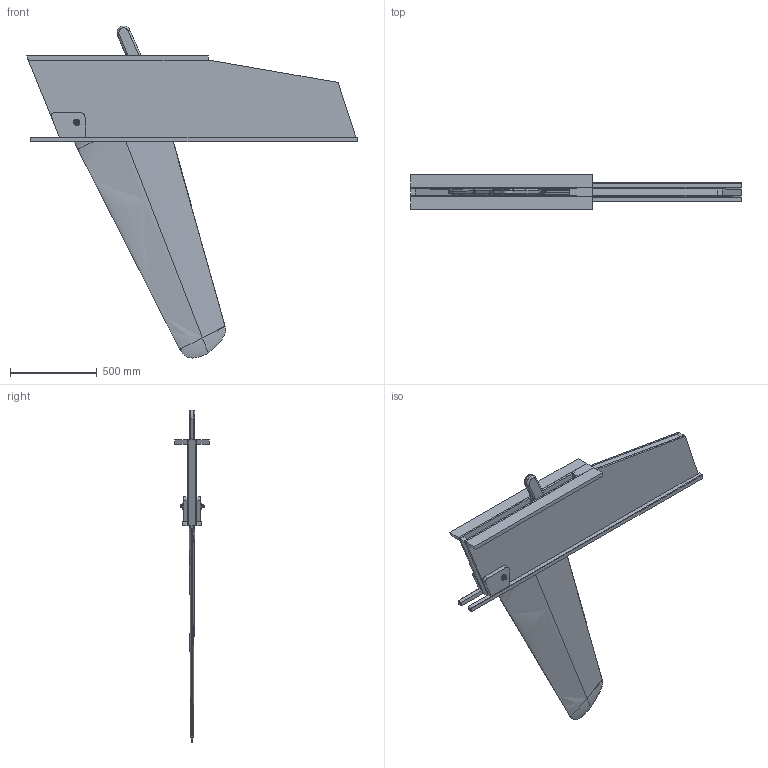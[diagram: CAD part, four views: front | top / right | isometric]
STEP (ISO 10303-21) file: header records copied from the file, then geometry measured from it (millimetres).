
FILE_DESCRIPTION(('FreeCAD Model'),'2;1');
FILE_NAME('Open CASCADE Shape Model','2025-05-03T12:40:45',('FreeCAD'),( 'FreeCAD'),'Open CASCADE STEP processor 7.6','FreeCAD','Unknown');
FILE_SCHEMA(('AUTOMOTIVE_DESIGN { 1 0 10303 214 1 1 1 1 }'));
Products named in the file (1): Open CASCADE STEP translator 7.6 1
Bounding box: 1900.05 x 197.08 x 1908.34 mm (x, y, z)
Volume: 33826033.8 mm3; surface area: 6531636.9 mm2
Topology: 28 solids, 30 shells, 848 faces, 1751 edges, 955 vertices
Faces by surface type: bspline 848
Entity records: 71002 total; most frequent: CARTESIAN_POINT 60258, ORIENTED_EDGE 3465, EDGE_CURVE 1743, B_SPLINE_CURVE_WITH_KNOTS 1281, VERTEX_POINT 955, FACE_BOUND 902, EDGE_LOOP 902, ADVANCED_FACE 848
